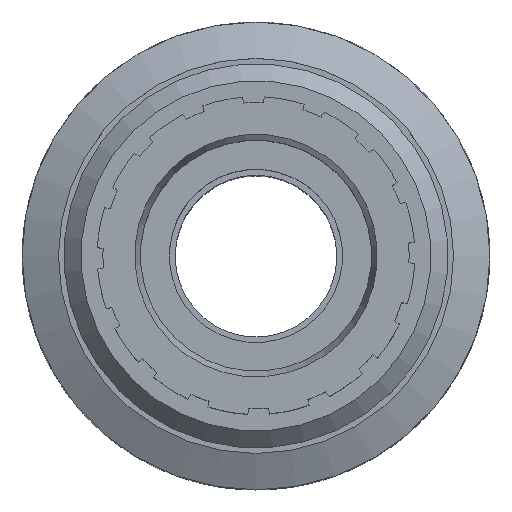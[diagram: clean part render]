
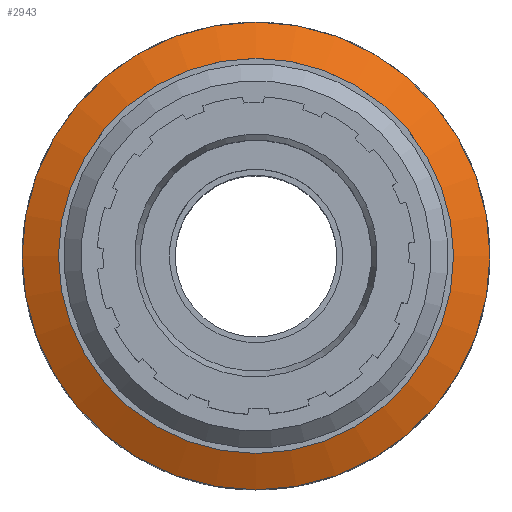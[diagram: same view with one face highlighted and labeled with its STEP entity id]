
A CAD part, top view. The second image highlights one B-rep face of the part: STEP entity #2943.
In plain terms, the highlighted conical face has half-angle 65 degrees and reference radius 18.675 mm.
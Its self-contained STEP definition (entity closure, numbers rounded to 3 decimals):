
#39=FACE_BOUND($,#551,.T.);
#82=CONICAL_SURFACE($,#3187,18.675,65.);
#154=CIRCLE($,#3186,20.25);
#155=CIRCLE($,#3188,17.1);
#386=FACE_OUTER_BOUND($,#550,.T.);
#550=EDGE_LOOP($,(#2302));
#551=EDGE_LOOP($,(#2303));
#1312=VERTEX_POINT($,#4770);
#1313=VERTEX_POINT($,#4773);
#1675=EDGE_CURVE($,#1312,#1312,#154,.T.);
#1676=EDGE_CURVE($,#1313,#1313,#155,.T.);
#2302=ORIENTED_EDGE($,*,*,#1676,.F.);
#2303=ORIENTED_EDGE($,*,*,#1675,.T.);
#2943=ADVANCED_FACE($,(#386,#39),#82,.T.);
#3186=AXIS2_PLACEMENT_3D($,#4771,#3760,#3761);
#3187=AXIS2_PLACEMENT_3D($,#4772,#3762,#3763);
#3188=AXIS2_PLACEMENT_3D($,#4774,#3764,#3765);
#3760=DIRECTION('center_axis',(0.,0.,1.));
#3761=DIRECTION('ref_axis',(0.,-1.,0.));
#3762=DIRECTION('center_axis',(0.,0.,-1.));
#3763=DIRECTION('ref_axis',(0.,-1.,0.));
#3764=DIRECTION('center_axis',(0.,0.,1.));
#3765=DIRECTION('ref_axis',(0.,-1.,0.));
#4770=CARTESIAN_POINT('',(0.,-20.25,19.531));
#4771=CARTESIAN_POINT('Origin',(0.,0.,19.531));
#4772=CARTESIAN_POINT('Origin',(0.,0.,20.266));
#4773=CARTESIAN_POINT('',(0.,-17.1,21.));
#4774=CARTESIAN_POINT('Origin',(0.,0.,21.));
